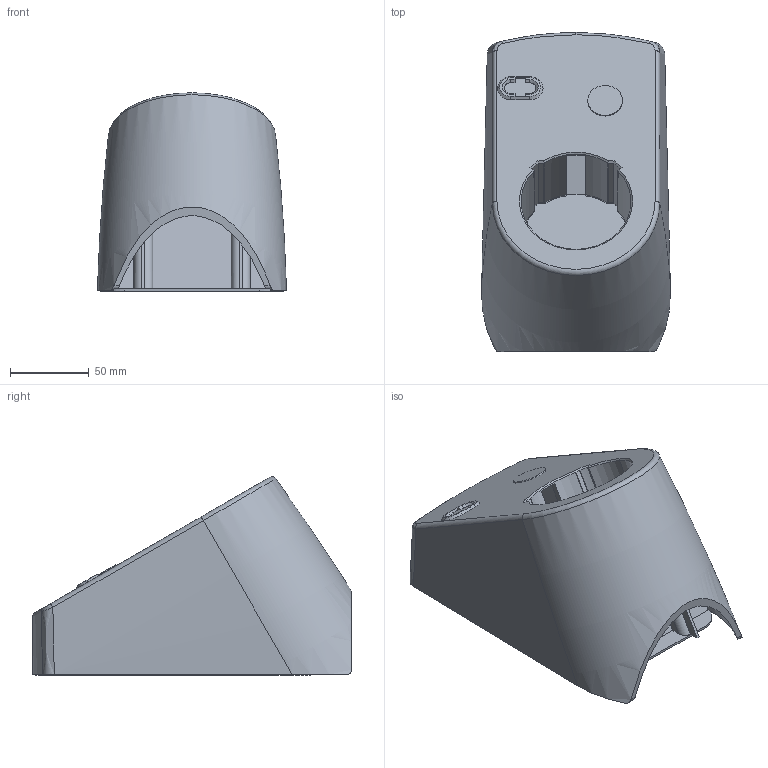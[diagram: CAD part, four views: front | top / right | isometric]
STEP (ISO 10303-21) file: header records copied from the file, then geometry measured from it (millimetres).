
FILE_DESCRIPTION (( 'STEP AP203' ), '1' );
FILE_NAME ('CP-468-2.STEP', '2018-02-08T00:32:48', ( '' ), ( '' ), 'SwSTEP 2.0', 'SolidWorks 2014', '' );
FILE_SCHEMA (( 'CONFIG_CONTROL_DESIGN' ));
Length unit declared in the file: millimetre
Products named in the file (6): CP-468_裏カバー; CP-468_インジケーター窓; CP-468_ケース_CP-468-2; CP-468_インサートナット; CP-468-2; CP-468_シートパッキン
Assembly tree (8 placements, depth 2):
  CP-468-2
    CP-468_ケース_CP-468-2
    CP-468_裏カバー
    CP-468_シートパッキン
    CP-468_インサートナット  x4
    CP-468_インジケーター窓
Bounding box: 120.26 x 203 x 126.29 mm (x, y, z)
Volume: 329329.8 mm3; surface area: 260829.9 mm2
Topology: 8 solids, 8 shells, 354 faces, 922 edges, 594 vertices
Faces by surface type: plane 157, cylinder 142, torus 21, cone 17, bspline 12, sphere 5
Entity records: 11697 total; most frequent: CARTESIAN_POINT 2755, ORIENTED_EDGE 1768, DIRECTION 1706, EDGE_CURVE 884, AXIS2_PLACEMENT_3D 617, VERTEX_POINT 570, LINE 472, VECTOR 472
